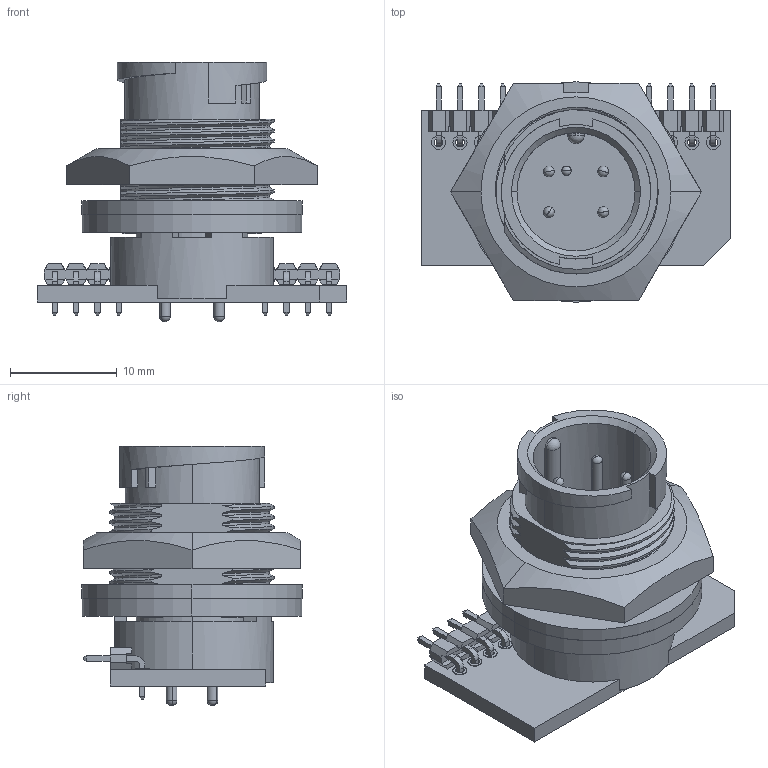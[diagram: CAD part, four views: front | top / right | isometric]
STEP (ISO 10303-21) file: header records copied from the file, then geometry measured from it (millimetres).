
FILE_DESCRIPTION (( 'STEP AP203' ), '1' );
FILE_NAME ('7251-4PG-300.STEP', '2017-09-07T21:06:36', ( '' ), ( '' ), 'SwSTEP 2.0', 'SolidWorks 2017', '' );
FILE_SCHEMA (( 'CONFIG_CONTROL_DESIGN' ));
Length unit declared in the file: millimetre
Products named in the file (1): 7251-4PG-300
Bounding box: 28.96 x 20.62 x 24.26 mm (x, y, z)
Volume: 3800 mm3; surface area: 4649.2 mm2
Topology: 2 solids, 2 shells, 672 faces, 1750 edges, 1135 vertices
Faces by surface type: plane 401, cylinder 190, bspline 52, torus 16, cone 7, sphere 6
Entity records: 33340 total; most frequent: CARTESIAN_POINT 16957, ORIENTED_EDGE 3498, DIRECTION 3202, EDGE_CURVE 1749, LINE 1164, VECTOR 1164, VERTEX_POINT 1135, AXIS2_PLACEMENT_3D 1019
